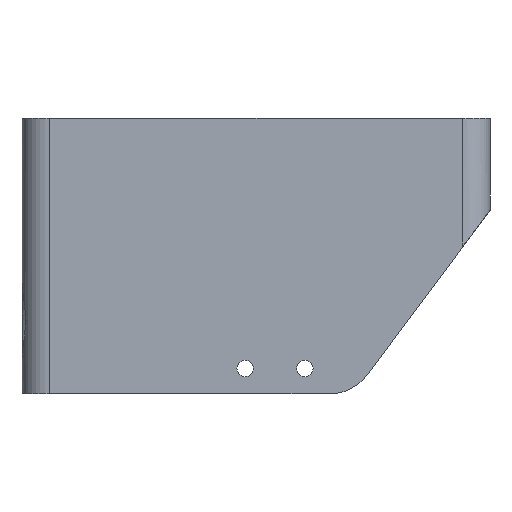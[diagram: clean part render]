
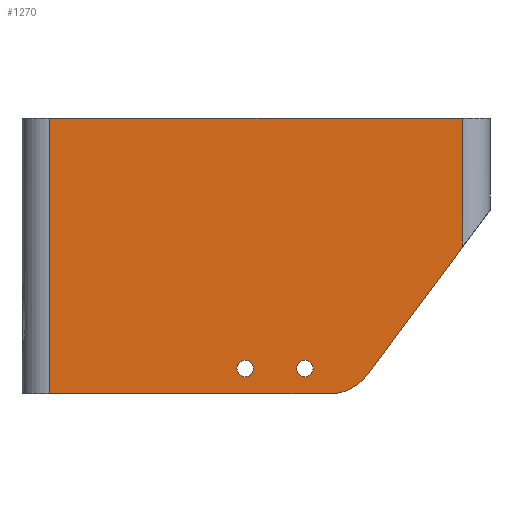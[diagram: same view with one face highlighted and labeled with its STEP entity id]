
A CAD part, front view. The second image highlights one B-rep face of the part: STEP entity #1270.
In plain terms, the highlighted planar face has unit normal (0, -1, 0).
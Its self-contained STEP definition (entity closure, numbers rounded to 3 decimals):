
#66=FACE_BOUND('',#251,.T.);
#67=FACE_BOUND('',#252,.T.);
#93=PLANE('',#1419);
#149=FACE_OUTER_BOUND('',#250,.T.);
#250=EDGE_LOOP('',(#1087,#1088,#1089,#1090,#1091,#1092));
#251=EDGE_LOOP('',(#1093));
#252=EDGE_LOOP('',(#1094));
#301=LINE('',#1939,#388);
#339=LINE('',#2220,#426);
#341=LINE('',#2226,#428);
#347=LINE('',#2244,#434);
#355=LINE('',#2265,#442);
#388=VECTOR('',#1535,10.);
#426=VECTOR('',#1707,10.);
#428=VECTOR('',#1715,10.);
#434=VECTOR('',#1733,10.);
#442=VECTOR('',#1755,10.);
#513=CIRCLE('',#1394,0.9);
#515=CIRCLE('',#1397,0.9);
#518=CIRCLE('',#1409,5.);
#576=VERTEX_POINT('',#1936);
#577=VERTEX_POINT('',#1938);
#621=VERTEX_POINT('',#2199);
#623=VERTEX_POINT('',#2205);
#625=VERTEX_POINT('',#2219);
#626=VERTEX_POINT('',#2225);
#629=VERTEX_POINT('',#2233);
#632=VERTEX_POINT('',#2243);
#695=EDGE_CURVE('',#577,#576,#301,.T.);
#767=EDGE_CURVE('',#621,#621,#513,.T.);
#770=EDGE_CURVE('',#623,#623,#515,.T.);
#777=EDGE_CURVE('',#577,#625,#339,.T.);
#780=EDGE_CURVE('',#626,#625,#341,.T.);
#784=EDGE_CURVE('',#626,#629,#518,.T.);
#789=EDGE_CURVE('',#629,#632,#347,.T.);
#801=EDGE_CURVE('',#632,#576,#355,.T.);
#1087=ORIENTED_EDGE('',*,*,#777,.F.);
#1088=ORIENTED_EDGE('',*,*,#695,.T.);
#1089=ORIENTED_EDGE('',*,*,#801,.F.);
#1090=ORIENTED_EDGE('',*,*,#789,.F.);
#1091=ORIENTED_EDGE('',*,*,#784,.F.);
#1092=ORIENTED_EDGE('',*,*,#780,.T.);
#1093=ORIENTED_EDGE('',*,*,#767,.T.);
#1094=ORIENTED_EDGE('',*,*,#770,.T.);
#1270=ADVANCED_FACE('',(#149,#66,#67),#93,.T.);
#1394=AXIS2_PLACEMENT_3D('',#2200,#1681,#1682);
#1397=AXIS2_PLACEMENT_3D('',#2206,#1688,#1689);
#1409=AXIS2_PLACEMENT_3D('',#2234,#1722,#1723);
#1419=AXIS2_PLACEMENT_3D('',#2264,#1753,#1754);
#1535=DIRECTION('',(-1.,0.,0.));
#1681=DIRECTION('center_axis',(0.,1.,0.));
#1682=DIRECTION('ref_axis',(1.,0.,0.));
#1688=DIRECTION('center_axis',(0.,1.,0.));
#1689=DIRECTION('ref_axis',(1.,0.,0.));
#1707=DIRECTION('',(0.,0.,-1.));
#1715=DIRECTION('',(0.598,0.,0.802));
#1722=DIRECTION('center_axis',(0.,1.,0.));
#1723=DIRECTION('ref_axis',(0.448,0.,-0.894));
#1733=DIRECTION('',(-1.,0.,0.));
#1753=DIRECTION('center_axis',(0.,-1.,0.));
#1754=DIRECTION('ref_axis',(0.,0.,-1.));
#1755=DIRECTION('',(0.,0.,1.));
#1936=CARTESIAN_POINT('',(44.1,111.702,180.981));
#1938=CARTESIAN_POINT('',(89.1,111.702,180.981));
#1939=CARTESIAN_POINT('',(92.1,111.702,180.981));
#2199=CARTESIAN_POINT('',(71.022,111.702,153.73));
#2200=CARTESIAN_POINT('Origin',(71.922,111.702,153.73));
#2205=CARTESIAN_POINT('',(64.522,111.702,153.73));
#2206=CARTESIAN_POINT('Origin',(65.422,111.702,153.73));
#2219=CARTESIAN_POINT('',(89.1,111.702,166.96));
#2220=CARTESIAN_POINT('',(89.1,111.702,168.481));
#2225=CARTESIAN_POINT('',(78.68,111.702,152.992));
#2226=CARTESIAN_POINT('',(77.18,111.702,150.981));
#2233=CARTESIAN_POINT('',(74.672,111.702,150.981));
#2234=CARTESIAN_POINT('Origin',(74.672,111.702,155.981));
#2243=CARTESIAN_POINT('',(44.1,111.702,150.981));
#2244=CARTESIAN_POINT('',(77.18,111.702,150.981));
#2264=CARTESIAN_POINT('Origin',(66.6,111.702,165.981));
#2265=CARTESIAN_POINT('',(44.1,111.702,168.481));
